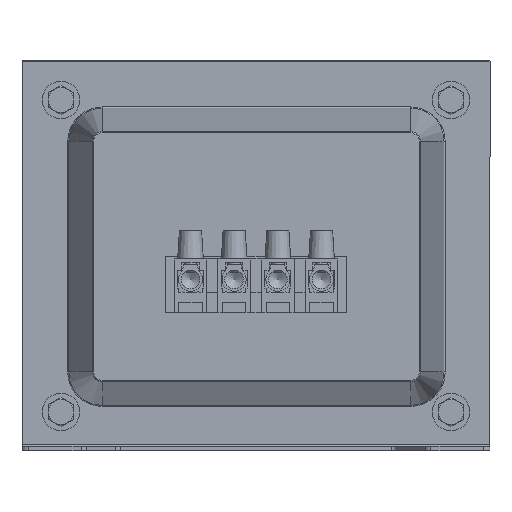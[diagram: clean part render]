
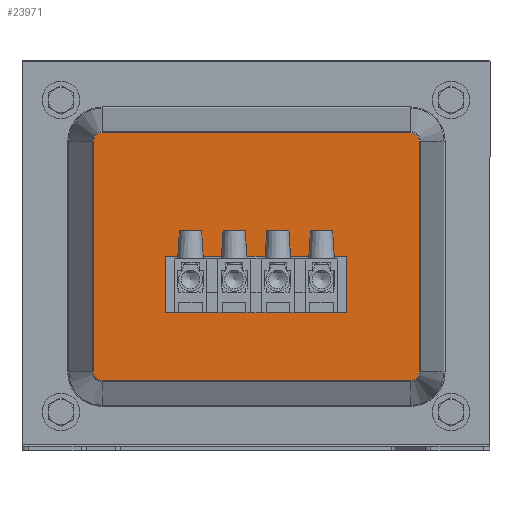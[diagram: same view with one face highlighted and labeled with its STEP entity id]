
A CAD part, front view. The second image highlights one B-rep face of the part: STEP entity #23971.
In plain terms, the highlighted face is planar.
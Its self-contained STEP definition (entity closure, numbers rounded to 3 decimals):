
#1154=CIRCLE('',#25993,2.728);
#1158=CIRCLE('',#25998,2.728);
#1162=CIRCLE('',#26005,2.728);
#1166=CIRCLE('',#26010,2.728);
#1540=FACE_BOUND('',#3258,.T.);
#1853=FACE_OUTER_BOUND('',#3257,.T.);
#3257=EDGE_LOOP('',(#16336,#16337,#16338,#16339,#16340,#16341,#16342,#16343));
#3258=EDGE_LOOP('',(#16344,#16345,#16346,#16347));
#4844=LINE('',#34164,#7464);
#4848=LINE('',#34172,#7468);
#4851=LINE('',#34178,#7471);
#4854=LINE('',#34183,#7474);
#4876=LINE('',#34263,#7496);
#4878=LINE('',#34283,#7498);
#4881=LINE('',#34290,#7501);
#4883=LINE('',#34305,#7503);
#7464=VECTOR('',#28079,10.);
#7468=VECTOR('',#28085,10.);
#7471=VECTOR('',#28090,10.);
#7474=VECTOR('',#28095,10.);
#7496=VECTOR('',#28179,10.);
#7498=VECTOR('',#28203,10.);
#7501=VECTOR('',#28210,10.);
#7503=VECTOR('',#28230,10.);
#10083=VERTEX_POINT('',#34162);
#10084=VERTEX_POINT('',#34163);
#10087=VERTEX_POINT('',#34171);
#10089=VERTEX_POINT('',#34177);
#10116=VERTEX_POINT('',#34260);
#10117=VERTEX_POINT('',#34262);
#10120=VERTEX_POINT('',#34269);
#10121=VERTEX_POINT('',#34274);
#10124=VERTEX_POINT('',#34281);
#10125=VERTEX_POINT('',#34286);
#10128=VERTEX_POINT('',#34293);
#10129=VERTEX_POINT('',#34298);
#12465=EDGE_CURVE('',#10083,#10084,#4844,.T.);
#12469=EDGE_CURVE('',#10087,#10083,#4848,.T.);
#12472=EDGE_CURVE('',#10089,#10087,#4851,.T.);
#12475=EDGE_CURVE('',#10084,#10089,#4854,.T.);
#12514=EDGE_CURVE('',#10116,#10117,#4876,.T.);
#12518=EDGE_CURVE('',#10120,#10116,#1154,.T.);
#12522=EDGE_CURVE('',#10117,#10121,#1158,.T.);
#12524=EDGE_CURVE('',#10124,#10120,#4878,.T.);
#12528=EDGE_CURVE('',#10121,#10125,#4881,.T.);
#12530=EDGE_CURVE('',#10128,#10124,#1162,.T.);
#12534=EDGE_CURVE('',#10125,#10129,#1166,.T.);
#12536=EDGE_CURVE('',#10129,#10128,#4883,.T.);
#16336=ORIENTED_EDGE('',*,*,#12514,.F.);
#16337=ORIENTED_EDGE('',*,*,#12518,.F.);
#16338=ORIENTED_EDGE('',*,*,#12524,.F.);
#16339=ORIENTED_EDGE('',*,*,#12530,.F.);
#16340=ORIENTED_EDGE('',*,*,#12536,.F.);
#16341=ORIENTED_EDGE('',*,*,#12534,.F.);
#16342=ORIENTED_EDGE('',*,*,#12528,.F.);
#16343=ORIENTED_EDGE('',*,*,#12522,.F.);
#16344=ORIENTED_EDGE('',*,*,#12465,.T.);
#16345=ORIENTED_EDGE('',*,*,#12475,.T.);
#16346=ORIENTED_EDGE('',*,*,#12472,.T.);
#16347=ORIENTED_EDGE('',*,*,#12469,.T.);
#22735=PLANE('',#26018);
#23971=ADVANCED_FACE('',(#1853,#1540),#22735,.T.);
#25993=AXIS2_PLACEMENT_3D('',#34271,#28187,#28188);
#25998=AXIS2_PLACEMENT_3D('',#34278,#28197,#28198);
#26005=AXIS2_PLACEMENT_3D('',#34295,#28215,#28216);
#26010=AXIS2_PLACEMENT_3D('',#34302,#28225,#28226);
#26018=AXIS2_PLACEMENT_3D('',#34324,#28250,#28251);
#28079=DIRECTION('',(0.,0.,-1.));
#28085=DIRECTION('',(-1.,0.,0.));
#28090=DIRECTION('',(0.,0.,1.));
#28095=DIRECTION('',(1.,0.,0.));
#28179=DIRECTION('',(1.,0.,0.));
#28187=DIRECTION('center_axis',(0.,-1.,0.));
#28188=DIRECTION('ref_axis',(-0.707,0.,-0.707));
#28197=DIRECTION('center_axis',(0.,-1.,0.));
#28198=DIRECTION('ref_axis',(0.707,0.,-0.707));
#28203=DIRECTION('',(0.,0.,-1.));
#28210=DIRECTION('',(0.,0.,1.));
#28215=DIRECTION('center_axis',(0.,-1.,0.));
#28216=DIRECTION('ref_axis',(-0.707,0.,0.707));
#28225=DIRECTION('center_axis',(0.,-1.,0.));
#28226=DIRECTION('ref_axis',(0.707,0.,0.707));
#28230=DIRECTION('',(-1.,0.,0.));
#28250=DIRECTION('center_axis',(0.,1.,0.));
#28251=DIRECTION('ref_axis',(0.,0.,1.));
#34162=CARTESIAN_POINT('',(-62.342,45.,104.));
#34163=CARTESIAN_POINT('',(-62.342,45.,46.));
#34164=CARTESIAN_POINT('',(-62.342,45.,89.429));
#34171=CARTESIAN_POINT('',(-44.342,45.,104.));
#34172=CARTESIAN_POINT('',(-53.314,45.,104.));
#34177=CARTESIAN_POINT('',(-44.342,45.,46.));
#34178=CARTESIAN_POINT('',(-44.342,45.,60.429));
#34183=CARTESIAN_POINT('',(-62.314,45.,46.));
#34260=CARTESIAN_POINT('',(-99.239,45.,22.679));
#34262=CARTESIAN_POINT('',(-25.335,45.,22.679));
#34263=CARTESIAN_POINT('',(-43.811,45.,22.679));
#34269=CARTESIAN_POINT('',(-101.967,45.,25.407));
#34271=CARTESIAN_POINT('Origin',(-99.239,45.,25.407));
#34274=CARTESIAN_POINT('',(-22.606,45.,25.407));
#34278=CARTESIAN_POINT('Origin',(-25.335,45.,25.407));
#34281=CARTESIAN_POINT('',(-101.967,45.,124.311));
#34283=CARTESIAN_POINT('',(-101.967,45.,50.133));
#34286=CARTESIAN_POINT('',(-22.606,45.,124.311));
#34290=CARTESIAN_POINT('',(-22.606,45.,99.585));
#34293=CARTESIAN_POINT('',(-99.239,45.,127.039));
#34295=CARTESIAN_POINT('Origin',(-99.239,45.,124.311));
#34298=CARTESIAN_POINT('',(-25.335,45.,127.039));
#34302=CARTESIAN_POINT('Origin',(-25.335,45.,124.311));
#34305=CARTESIAN_POINT('',(-80.763,45.,127.039));
#34324=CARTESIAN_POINT('Origin',(-62.287,45.,74.859));
